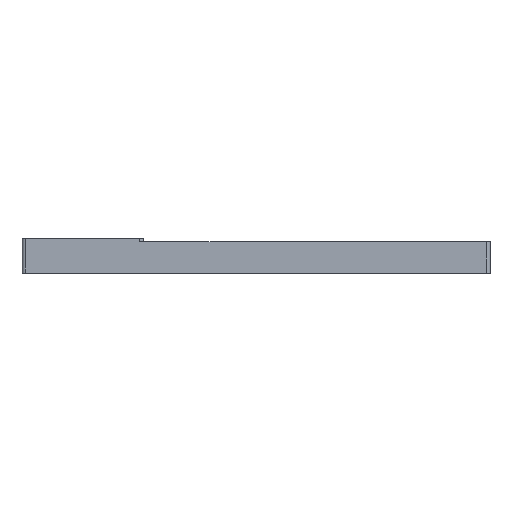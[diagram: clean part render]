
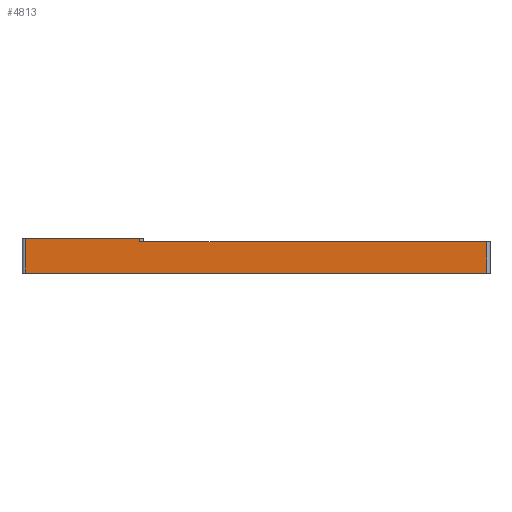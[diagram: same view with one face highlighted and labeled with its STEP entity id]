
A CAD part, top view. The second image highlights one B-rep face of the part: STEP entity #4813.
In plain terms, the highlighted planar face has unit normal (0, 0, 1).
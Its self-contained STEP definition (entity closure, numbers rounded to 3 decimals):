
#431=AXIS2_PLACEMENT_3D('',#6351,#1606,$);
#621=PLANE('',#431);
#830=VECTOR('',#1444,1.);
#842=VECTOR('',#1534,1.);
#860=VECTOR('',#1599,1.);
#863=VECTOR('',#1605,1.);
#864=VECTOR('',#1607,1.);
#865=VECTOR('',#1608,1.);
#1068=LINE('',#6190,#830);
#1080=LINE('',#6290,#842);
#1098=LINE('',#6345,#860);
#1101=LINE('',#6350,#863);
#1102=LINE('',#6352,#864);
#1103=LINE('',#6354,#865);
#1444=DIRECTION('',(1.,0.,0.));
#1534=DIRECTION('',(1.,0.,0.));
#1599=DIRECTION('',(0.,-1.,0.));
#1605=DIRECTION('',(0.,-1.,0.));
#1606=DIRECTION('',(0.,0.,1.));
#1607=DIRECTION('',(-1.,0.,0.));
#1608=DIRECTION('',(0.,1.,0.));
#2142=VERTEX_POINT('',#6189);
#2143=VERTEX_POINT('',#6191);
#2191=VERTEX_POINT('',#6289);
#2192=VERTEX_POINT('',#6291);
#2202=VERTEX_POINT('',#6344);
#2203=VERTEX_POINT('',#6353);
#2750=EDGE_CURVE('',#2143,#2142,#1068,.T.);
#2801=EDGE_CURVE('',#2191,#2192,#1080,.T.);
#2826=EDGE_CURVE('',#2202,#2191,#1098,.T.);
#2829=EDGE_CURVE('',#2192,#2142,#1101,.T.);
#2830=EDGE_CURVE('',#2202,#2203,#1102,.T.);
#2831=EDGE_CURVE('',#2143,#2203,#1103,.T.);
#3699=ORIENTED_EDGE('',*,*,#2826,.F.);
#3700=ORIENTED_EDGE('',*,*,#2830,.T.);
#3701=ORIENTED_EDGE('',*,*,#2831,.F.);
#3702=ORIENTED_EDGE('',*,*,#2750,.T.);
#3703=ORIENTED_EDGE('',*,*,#2829,.F.);
#3704=ORIENTED_EDGE('',*,*,#2801,.F.);
#4152=EDGE_LOOP('',(#3699,#3700,#3701,#3702,#3703,#3704));
#4518=FACE_BOUND('',#4152,.T.);
#4813=ADVANCED_FACE('',(#4518),#621,.T.);
#6189=CARTESIAN_POINT('',(133.,0.,75.));
#6190=CARTESIAN_POINT('',(-135.,0.,75.));
#6191=CARTESIAN_POINT('',(-133.,0.,75.));
#6289=CARTESIAN_POINT('',(-67.,18.,75.));
#6290=CARTESIAN_POINT('',(17.5,18.,75.));
#6291=CARTESIAN_POINT('',(133.,18.,75.));
#6344=CARTESIAN_POINT('',(-67.,20.,75.));
#6345=CARTESIAN_POINT('',(-67.,10.,75.));
#6350=CARTESIAN_POINT('',(133.,0.,75.));
#6351=CARTESIAN_POINT('',(0.,0.,75.));
#6352=CARTESIAN_POINT('',(-135.,20.,75.));
#6353=CARTESIAN_POINT('',(-133.,20.,75.));
#6354=CARTESIAN_POINT('',(-133.,0.,75.));
